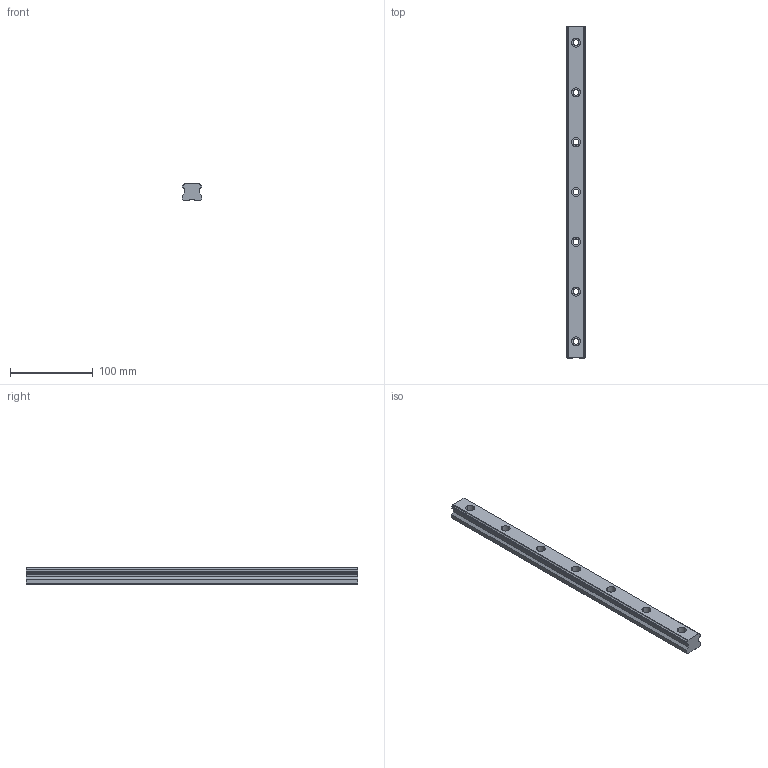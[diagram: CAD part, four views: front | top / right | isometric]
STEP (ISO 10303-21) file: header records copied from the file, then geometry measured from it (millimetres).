
FILE_DESCRIPTION (( 'STEP AP203' ), '1' );
FILE_NAME ('H25-400L.step', '2021-02-18T17:46:58', ( '' ), ( '' ), 'SwSTEP 2.0', 'SolidWorks 2019', '' );
FILE_SCHEMA (( 'CONFIG_CONTROL_DESIGN' ));
Length unit declared in the file: millimetre
Products named in the file (1): H25-400L
Bounding box: 23 x 400 x 20 mm (x, y, z)
Volume: 154400.8 mm3; surface area: 39198.9 mm2
Topology: 1 solids, 1 shells, 78 faces, 228 edges, 152 vertices
Faces by surface type: cylinder 44, plane 34
Entity records: 2725 total; most frequent: CARTESIAN_POINT 543, ORIENTED_EDGE 456, DIRECTION 446, EDGE_CURVE 228, AXIS2_PLACEMENT_3D 167, VERTEX_POINT 152, LINE 112, VECTOR 112
